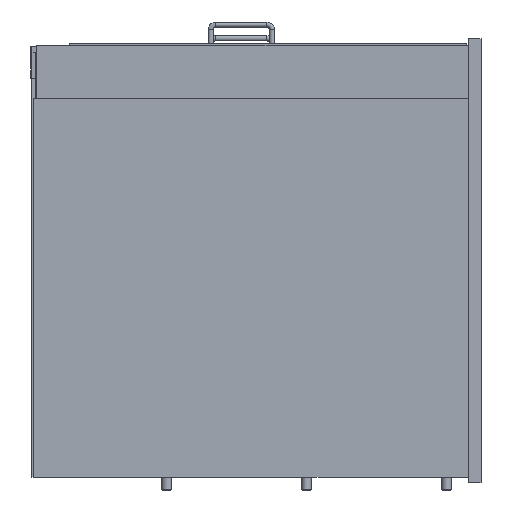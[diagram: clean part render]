
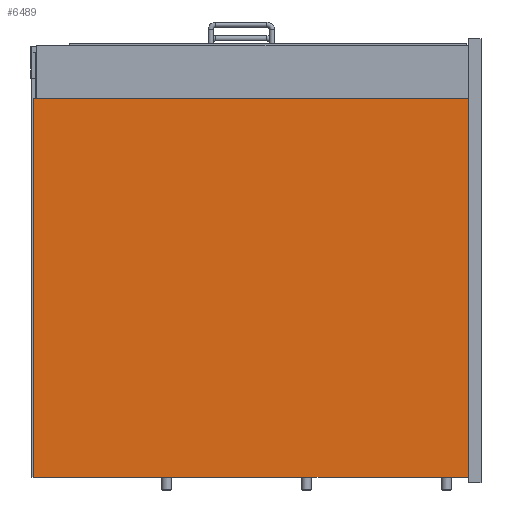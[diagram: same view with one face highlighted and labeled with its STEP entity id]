
A CAD part, left-side view. The second image highlights one B-rep face of the part: STEP entity #6489.
In plain terms, the highlighted planar face has unit normal (-1, 0, 0).
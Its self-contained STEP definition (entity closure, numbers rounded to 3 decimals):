
#505=FACE_OUTER_BOUND('',#904,.T.);
#904=EDGE_LOOP('',(#4874,#4875,#4876,#4877));
#1446=LINE('',#9969,#2192);
#1450=LINE('',#9977,#2196);
#1453=LINE('',#9983,#2199);
#1456=LINE('',#9988,#2202);
#2192=VECTOR('',#8055,10.);
#2196=VECTOR('',#8061,10.);
#2199=VECTOR('',#8066,10.);
#2202=VECTOR('',#8071,10.);
#2878=VERTEX_POINT('',#9967);
#2879=VERTEX_POINT('',#9968);
#2882=VERTEX_POINT('',#9976);
#2884=VERTEX_POINT('',#9982);
#3607=EDGE_CURVE('',#2878,#2879,#1446,.T.);
#3611=EDGE_CURVE('',#2879,#2882,#1450,.T.);
#3614=EDGE_CURVE('',#2882,#2884,#1453,.T.);
#3617=EDGE_CURVE('',#2884,#2878,#1456,.T.);
#4874=ORIENTED_EDGE('',*,*,#3617,.T.);
#4875=ORIENTED_EDGE('',*,*,#3607,.T.);
#4876=ORIENTED_EDGE('',*,*,#3611,.T.);
#4877=ORIENTED_EDGE('',*,*,#3614,.T.);
#6136=PLANE('',#7009);
#6489=ADVANCED_FACE('',(#505),#6136,.T.);
#7009=AXIS2_PLACEMENT_3D('',#9990,#8073,#8074);
#8055=DIRECTION('',(0.,0.,1.));
#8061=DIRECTION('',(0.,1.,0.));
#8066=DIRECTION('',(0.,0.,-1.));
#8071=DIRECTION('',(0.,-1.,0.));
#8073=DIRECTION('center_axis',(-1.,0.,0.));
#8074=DIRECTION('ref_axis',(0.,0.,1.));
#9967=CARTESIAN_POINT('',(-555.5,0.,-338.5));
#9968=CARTESIAN_POINT('',(-555.5,0.,254.5));
#9969=CARTESIAN_POINT('',(-555.5,0.,-347.5));
#9976=CARTESIAN_POINT('',(-555.5,680.,254.5));
#9977=CARTESIAN_POINT('',(-555.5,0.,254.5));
#9982=CARTESIAN_POINT('',(-555.5,680.,-338.5));
#9983=CARTESIAN_POINT('',(-555.5,680.,254.5));
#9988=CARTESIAN_POINT('',(-555.5,680.,-338.5));
#9990=CARTESIAN_POINT('Origin',(-555.5,340.,-42.));
